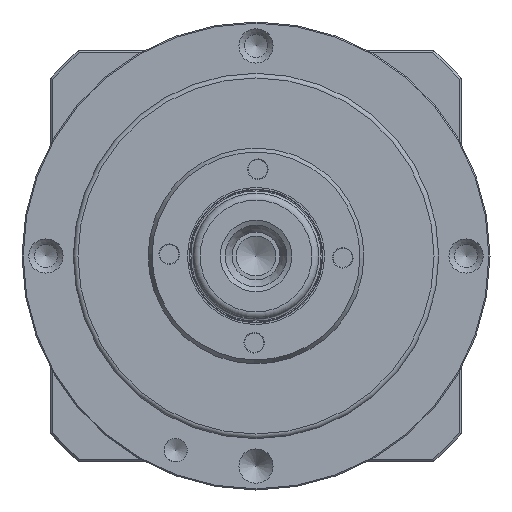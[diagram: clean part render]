
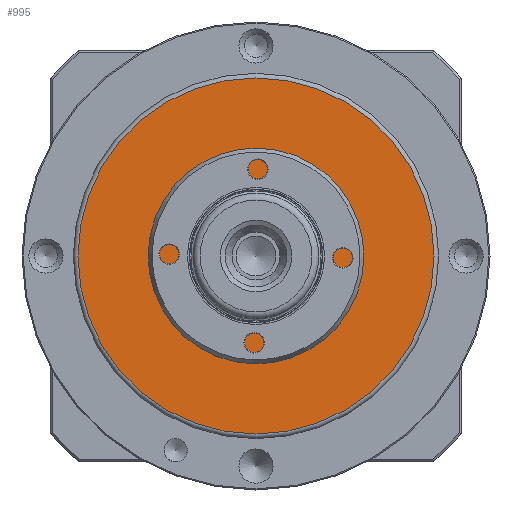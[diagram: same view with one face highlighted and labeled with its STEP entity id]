
A CAD part, left-side view. The second image highlights one B-rep face of the part: STEP entity #995.
In plain terms, the highlighted planar face has unit normal (-1, 0, 0).
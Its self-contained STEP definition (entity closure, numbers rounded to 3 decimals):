
#712=PLANE('',#4277);
#995=ADVANCED_FACE('',(#1232),#712,.F.);
#1232=FACE_OUTER_BOUND('',#1601,.T.);
#1601=EDGE_LOOP('',(#2644));
#1937=CIRCLE('',#4274,78.);
#2644=ORIENTED_EDGE('',*,*,#3566,.T.);
#3147=VERTEX_POINT('',#6927);
#3566=EDGE_CURVE('',#3147,#3147,#1937,.T.);
#4274=AXIS2_PLACEMENT_3D('',#6926,#5267,#5268);
#4277=AXIS2_PLACEMENT_3D('',#6931,#5273,#5274);
#5267=DIRECTION('',(-1.,0.,0.));
#5268=DIRECTION('',(0.,0.,1.));
#5273=DIRECTION('',(1.,0.,0.));
#5274=DIRECTION('',(0.,0.,-1.));
#6926=CARTESIAN_POINT('',(-98.099,0.148,205.));
#6927=CARTESIAN_POINT('',(-98.099,0.148,283.));
#6931=CARTESIAN_POINT('',(-98.099,78.148,205.));
